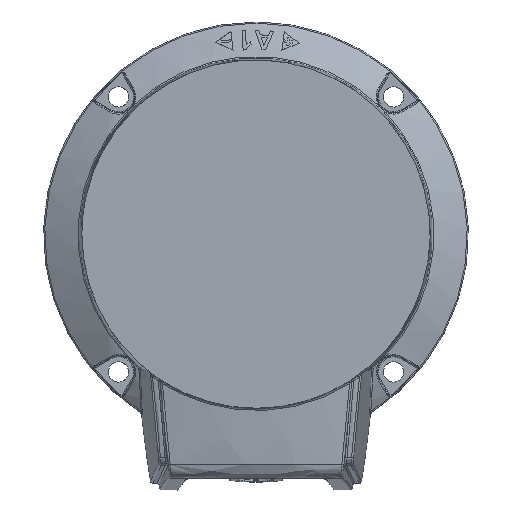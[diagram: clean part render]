
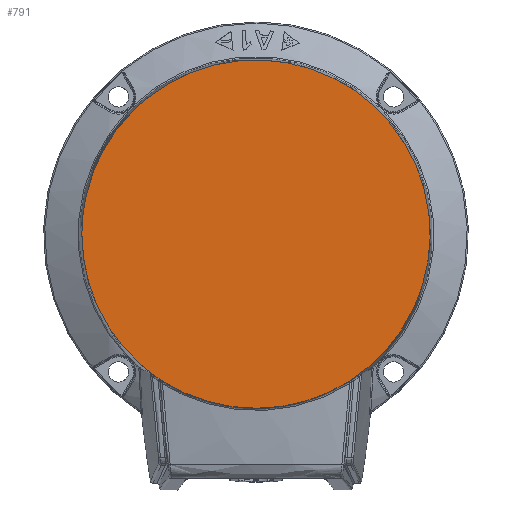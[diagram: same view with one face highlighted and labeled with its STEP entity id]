
A CAD part, top view. The second image highlights one B-rep face of the part: STEP entity #791.
In plain terms, the highlighted planar face has unit normal (0, 0, 1).
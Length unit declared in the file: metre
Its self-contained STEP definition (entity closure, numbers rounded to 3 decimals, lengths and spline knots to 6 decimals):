
#791 = ADVANCED_FACE( '', ( #1711 ), #1712, .T. );
#1711 = FACE_OUTER_BOUND( '', #4084, .T. );
#1712 = PLANE( '', #4085 );
#4084 = EDGE_LOOP( '', ( #6868 ) );
#4085 = AXIS2_PLACEMENT_3D( '', #6869, #6870, #6871 );
#6868 = ORIENTED_EDGE( '', *, *, #8570, .F. );
#6869 = CARTESIAN_POINT( '', ( 0.000001, 0.005777, 0.072001 ) );
#6870 = DIRECTION( '', ( 0., 0., 1. ) );
#6871 = DIRECTION( '', ( 0., 1., 0. ) );
#8570 = EDGE_CURVE( '', #10114, #10114, #10115, .F. );
#10114 = VERTEX_POINT( '', #15186 );
#10115 = B_SPLINE_CURVE_WITH_KNOTS( '', 3, ( #15187, #15188, #15189, #15190, #15191, #15192, #15193, #15194, #15195, #15196, #15197, #15198, #15199, #15200, #15201, #15202, #15203, #15204, #15205, #15206, #15207, #15208, #15209, #15210, #15211, #15212, #15213, #15214, #15215, #15216, #15217, #15218, #15219, #15220, #15221, #15222, #15223, #15224, #15225, #15226, #15227, #15228, #15229, #15230, #15231, #15232, #15233, #15234, #15235, #15236, #15237, #15238, #15239, #15240, #15241, #15242, #15243, #15244, #15245, #15246, #15247, #15248, #15249, #15250, #15251, #15252 ), .UNSPECIFIED., .T., .F., ( 2, 2, 2, 2, 2, 2, 2, 2, 2, 2, 2, 2, 2, 2, 2, 2, 2, 2, 2, 2, 2, 2, 2, 2, 2, 2, 2, 2, 2, 2, 2, 2, 2, 2, 2 ), ( -0.03125, 0., 0.03125, 0.0625, 0.09375, 0.125, 0.15625, 0.1875, 0.21875, 0.25, 0.28125, 0.3125, 0.34375, 0.375, 0.40625, 0.4375, 0.46875, 0.5, 0.53125, 0.5625, 0.59375, 0.625, 0.65625, 0.6875, 0.71875, 0.75, 0.78125, 0.8125, 0.84375, 0.875, 0.90625, 0.9375, 0.96875, 1., 1.03125 ), .UNSPECIFIED. );
#15186 = CARTESIAN_POINT( '', ( -0.076992, 0.005777, 0.072001 ) );
#15187 = CARTESIAN_POINT( '', ( -0.076992, 0.010816, 0.072001 ) );
#15188 = CARTESIAN_POINT( '', ( -0.076992, 0.000738, 0.072001 ) );
#15189 = CARTESIAN_POINT( '', ( -0.076496, -0.004302, 0.072001 ) );
#15190 = CARTESIAN_POINT( '', ( -0.07453, -0.014186, 0.072001 ) );
#15191 = CARTESIAN_POINT( '', ( -0.07306, -0.019032, 0.072001 ) );
#15192 = CARTESIAN_POINT( '', ( -0.069203, -0.028343, 0.072001 ) );
#15193 = CARTESIAN_POINT( '', ( -0.066816, -0.032809, 0.072001 ) );
#15194 = CARTESIAN_POINT( '', ( -0.061217, -0.041188, 0.072001 ) );
#15195 = CARTESIAN_POINT( '', ( -0.058005, -0.045102, 0.072001 ) );
#15196 = CARTESIAN_POINT( '', ( -0.050878, -0.052229, 0.072001 ) );
#15197 = CARTESIAN_POINT( '', ( -0.046964, -0.055441, 0.072001 ) );
#15198 = CARTESIAN_POINT( '', ( -0.038584, -0.06104, 0.072001 ) );
#15199 = CARTESIAN_POINT( '', ( -0.034119, -0.063427, 0.072001 ) );
#15200 = CARTESIAN_POINT( '', ( -0.024807, -0.067284, 0.072001 ) );
#15201 = CARTESIAN_POINT( '', ( -0.019962, -0.068754, 0.072001 ) );
#15202 = CARTESIAN_POINT( '', ( -0.010077, -0.07072, 0.072001 ) );
#15203 = CARTESIAN_POINT( '', ( -0.005038, -0.071217, 0.072001 ) );
#15204 = CARTESIAN_POINT( '', ( 0.00504, -0.071217, 0.072001 ) );
#15205 = CARTESIAN_POINT( '', ( 0.010079, -0.07072, 0.072001 ) );
#15206 = CARTESIAN_POINT( '', ( 0.019964, -0.068754, 0.072001 ) );
#15207 = CARTESIAN_POINT( '', ( 0.02481, -0.067284, 0.072001 ) );
#15208 = CARTESIAN_POINT( '', ( 0.034121, -0.063427, 0.072001 ) );
#15209 = CARTESIAN_POINT( '', ( 0.038586, -0.06104, 0.072001 ) );
#15210 = CARTESIAN_POINT( '', ( 0.046966, -0.055441, 0.072001 ) );
#15211 = CARTESIAN_POINT( '', ( 0.05088, -0.052229, 0.072001 ) );
#15212 = CARTESIAN_POINT( '', ( 0.058007, -0.045102, 0.072001 ) );
#15213 = CARTESIAN_POINT( '', ( 0.061219, -0.041188, 0.072001 ) );
#15214 = CARTESIAN_POINT( '', ( 0.066818, -0.032809, 0.072001 ) );
#15215 = CARTESIAN_POINT( '', ( 0.069205, -0.028343, 0.072001 ) );
#15216 = CARTESIAN_POINT( '', ( 0.073062, -0.019032, 0.072001 ) );
#15217 = CARTESIAN_POINT( '', ( 0.074532, -0.014186, 0.072001 ) );
#15218 = CARTESIAN_POINT( '', ( 0.076498, -0.004302, 0.072001 ) );
#15219 = CARTESIAN_POINT( '', ( 0.076994, 0.000738, 0.072001 ) );
#15220 = CARTESIAN_POINT( '', ( 0.076994, 0.010816, 0.072001 ) );
#15221 = CARTESIAN_POINT( '', ( 0.076498, 0.015855, 0.072001 ) );
#15222 = CARTESIAN_POINT( '', ( 0.074532, 0.02574, 0.072001 ) );
#15223 = CARTESIAN_POINT( '', ( 0.073062, 0.030585, 0.072001 ) );
#15224 = CARTESIAN_POINT( '', ( 0.069205, 0.039896, 0.072001 ) );
#15225 = CARTESIAN_POINT( '', ( 0.066818, 0.044362, 0.072001 ) );
#15226 = CARTESIAN_POINT( '', ( 0.061219, 0.052742, 0.072001 ) );
#15227 = CARTESIAN_POINT( '', ( 0.058007, 0.056656, 0.072001 ) );
#15228 = CARTESIAN_POINT( '', ( 0.05088, 0.063782, 0.072001 ) );
#15229 = CARTESIAN_POINT( '', ( 0.046966, 0.066995, 0.072001 ) );
#15230 = CARTESIAN_POINT( '', ( 0.038586, 0.072594, 0.072001 ) );
#15231 = CARTESIAN_POINT( '', ( 0.034121, 0.074981, 0.072001 ) );
#15232 = CARTESIAN_POINT( '', ( 0.02481, 0.078838, 0.072001 ) );
#15233 = CARTESIAN_POINT( '', ( 0.019964, 0.080307, 0.072001 ) );
#15234 = CARTESIAN_POINT( '', ( 0.010079, 0.082274, 0.072001 ) );
#15235 = CARTESIAN_POINT( '', ( 0.00504, 0.08277, 0.072001 ) );
#15236 = CARTESIAN_POINT( '', ( -0.005038, 0.08277, 0.072001 ) );
#15237 = CARTESIAN_POINT( '', ( -0.010077, 0.082274, 0.072001 ) );
#15238 = CARTESIAN_POINT( '', ( -0.019962, 0.080307, 0.072001 ) );
#15239 = CARTESIAN_POINT( '', ( -0.024807, 0.078838, 0.072001 ) );
#15240 = CARTESIAN_POINT( '', ( -0.034119, 0.074981, 0.072001 ) );
#15241 = CARTESIAN_POINT( '', ( -0.038584, 0.072594, 0.072001 ) );
#15242 = CARTESIAN_POINT( '', ( -0.046964, 0.066995, 0.072001 ) );
#15243 = CARTESIAN_POINT( '', ( -0.050878, 0.063782, 0.072001 ) );
#15244 = CARTESIAN_POINT( '', ( -0.058005, 0.056656, 0.072001 ) );
#15245 = CARTESIAN_POINT( '', ( -0.061217, 0.052742, 0.072001 ) );
#15246 = CARTESIAN_POINT( '', ( -0.066816, 0.044362, 0.072001 ) );
#15247 = CARTESIAN_POINT( '', ( -0.069203, 0.039896, 0.072001 ) );
#15248 = CARTESIAN_POINT( '', ( -0.07306, 0.030585, 0.072001 ) );
#15249 = CARTESIAN_POINT( '', ( -0.07453, 0.02574, 0.072001 ) );
#15250 = CARTESIAN_POINT( '', ( -0.076496, 0.015855, 0.072001 ) );
#15251 = CARTESIAN_POINT( '', ( -0.076992, 0.010816, 0.072001 ) );
#15252 = CARTESIAN_POINT( '', ( -0.076992, 0.000738, 0.072001 ) );
